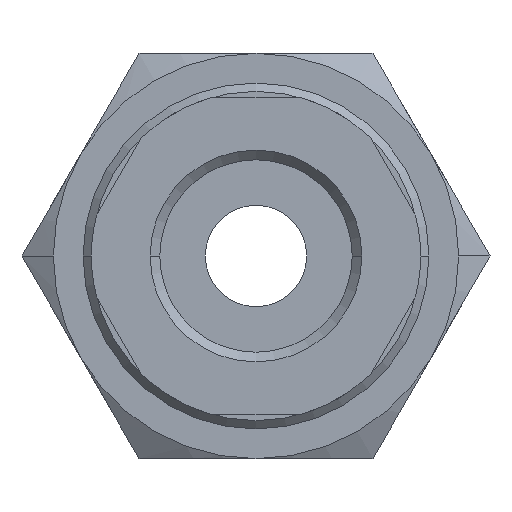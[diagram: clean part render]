
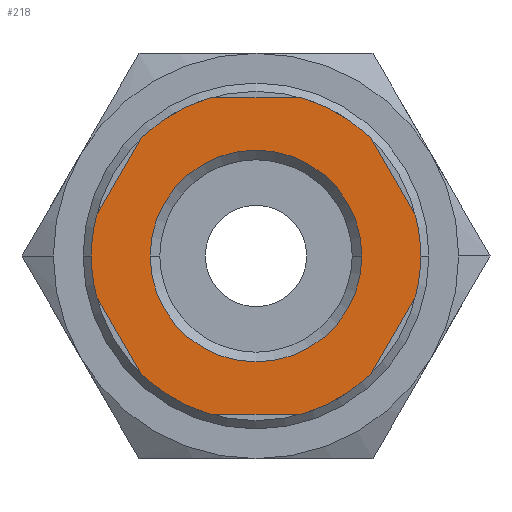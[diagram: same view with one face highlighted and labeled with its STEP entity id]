
A CAD part, front view. The second image highlights one B-rep face of the part: STEP entity #218.
In plain terms, the highlighted planar face has unit normal (0, -1, 0).
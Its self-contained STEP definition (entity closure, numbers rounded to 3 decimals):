
#218=ADVANCED_FACE('',(#456,#457),#458,.T.);
#456=FACE_BOUND('',#711,.T.);
#457=FACE_OUTER_BOUND('',#712,.T.);
#458=PLANE('',#713);
#711=EDGE_LOOP('',(#1249,#1250));
#712=EDGE_LOOP('',(#1251,#1252,#1253,#1254,#1255,#1256,#1257,#1258,#1259,#1260,#1261,#1262,#1263,#1264));
#713=AXIS2_PLACEMENT_3D('',#1265,#1266,#1267);
#1249=ORIENTED_EDGE('',*,*,#1561,.T.);
#1250=ORIENTED_EDGE('',*,*,#1559,.T.);
#1251=ORIENTED_EDGE('',*,*,#1636,.F.);
#1252=ORIENTED_EDGE('',*,*,#1663,.F.);
#1253=ORIENTED_EDGE('',*,*,#1641,.F.);
#1254=ORIENTED_EDGE('',*,*,#1664,.F.);
#1255=ORIENTED_EDGE('',*,*,#1646,.F.);
#1256=ORIENTED_EDGE('',*,*,#1665,.F.);
#1257=ORIENTED_EDGE('',*,*,#1520,.F.);
#1258=ORIENTED_EDGE('',*,*,#1651,.F.);
#1259=ORIENTED_EDGE('',*,*,#1666,.F.);
#1260=ORIENTED_EDGE('',*,*,#1655,.F.);
#1261=ORIENTED_EDGE('',*,*,#1667,.F.);
#1262=ORIENTED_EDGE('',*,*,#1659,.F.);
#1263=ORIENTED_EDGE('',*,*,#1513,.F.);
#1264=ORIENTED_EDGE('',*,*,#1668,.F.);
#1265=CARTESIAN_POINT('',(6.5,0.0,0.0));
#1266=DIRECTION('',(-0.0,-1.0,-0.0));
#1267=DIRECTION('',(-1.0,0.0,0.0));
#1513=EDGE_CURVE('',#1800,#1803,#1804,.T.);
#1520=EDGE_CURVE('',#1814,#1810,#1816,.T.);
#1559=EDGE_CURVE('',#1879,#1881,#1883,.T.);
#1561=EDGE_CURVE('',#1881,#1879,#1885,.T.);
#1636=EDGE_CURVE('',#1976,#1978,#1979,.T.);
#1641=EDGE_CURVE('',#1985,#1987,#1988,.T.);
#1646=EDGE_CURVE('',#1994,#1996,#1997,.T.);
#1651=EDGE_CURVE('',#2003,#1814,#2005,.T.);
#1655=EDGE_CURVE('',#2009,#2011,#2012,.T.);
#1659=EDGE_CURVE('',#1803,#2017,#2018,.T.);
#1663=EDGE_CURVE('',#1987,#1976,#2023,.T.);
#1664=EDGE_CURVE('',#1996,#1985,#2024,.T.);
#1665=EDGE_CURVE('',#1810,#1994,#2025,.T.);
#1666=EDGE_CURVE('',#2011,#2003,#2026,.T.);
#1667=EDGE_CURVE('',#2017,#2009,#2027,.T.);
#1668=EDGE_CURVE('',#1978,#1800,#2028,.T.);
#1800=VERTEX_POINT('',#2186);
#1803=VERTEX_POINT('',#2190);
#1804=CIRCLE('',#2191,13.0);
#1810=VERTEX_POINT('',#2198);
#1814=VERTEX_POINT('',#2203);
#1816=CIRCLE('',#2206,13.0);
#1879=VERTEX_POINT('',#2325);
#1881=VERTEX_POINT('',#2328);
#1883=CIRCLE('',#2331,8.36);
#1885=CIRCLE('',#2333,8.36);
#1976=VERTEX_POINT('',#2650);
#1978=VERTEX_POINT('',#2653);
#1979=LINE('',#2654,#2655);
#1985=VERTEX_POINT('',#2663);
#1987=VERTEX_POINT('',#2666);
#1988=LINE('',#2667,#2668);
#1994=VERTEX_POINT('',#2676);
#1996=VERTEX_POINT('',#2679);
#1997=LINE('',#2680,#2681);
#2003=VERTEX_POINT('',#2689);
#2005=LINE('',#2692,#2693);
#2009=VERTEX_POINT('',#2698);
#2011=VERTEX_POINT('',#2701);
#2012=LINE('',#2702,#2703);
#2017=VERTEX_POINT('',#2710);
#2018=LINE('',#2711,#2712);
#2023=CIRCLE('',#2719,13.0);
#2024=CIRCLE('',#2720,13.0);
#2025=CIRCLE('',#2721,13.0);
#2026=CIRCLE('',#2722,13.0);
#2027=CIRCLE('',#2723,13.0);
#2028=CIRCLE('',#2724,13.0);
#2186=CARTESIAN_POINT('',(13.0,0.0,0.));
#2190=CARTESIAN_POINT('',(12.611,0.0,-3.158));
#2191=AXIS2_PLACEMENT_3D('',#2843,#2844,#2845);
#2198=CARTESIAN_POINT('',(-13.0,0.0,0.));
#2203=CARTESIAN_POINT('',(-12.611,0.0,-3.158));
#2206=AXIS2_PLACEMENT_3D('',#2855,#2856,#2857);
#2325=CARTESIAN_POINT('',(8.36,0.0,0.));
#2328=CARTESIAN_POINT('',(-8.36,0.0,0.));
#2331=AXIS2_PLACEMENT_3D('',#2905,#2906,#2907);
#2333=AXIS2_PLACEMENT_3D('',#2908,#2909,#2910);
#2650=CARTESIAN_POINT('',(9.04,0.0,9.342));
#2653=CARTESIAN_POINT('',(12.611,0.0,3.158));
#2654=CARTESIAN_POINT('',(11.638,0.0,4.843));
#2655=VECTOR('',#2978,1.0);
#2663=CARTESIAN_POINT('',(-3.571,0.0,12.5));
#2666=CARTESIAN_POINT('',(3.571,0.0,12.5));
#2667=CARTESIAN_POINT('',(3.25,0.0,12.5));
#2668=VECTOR('',#2982,1.0);
#2676=CARTESIAN_POINT('',(-12.611,0.0,3.158));
#2679=CARTESIAN_POINT('',(-9.04,0.0,9.342));
#2680=CARTESIAN_POINT('',(-10.013,0.0,7.657));
#2681=VECTOR('',#2986,1.0);
#2689=CARTESIAN_POINT('',(-9.04,0.0,-9.342));
#2692=CARTESIAN_POINT('',(-10.013,0.0,-7.657));
#2693=VECTOR('',#2990,1.0);
#2698=CARTESIAN_POINT('',(3.571,0.0,-12.5));
#2701=CARTESIAN_POINT('',(-3.571,0.0,-12.5));
#2702=CARTESIAN_POINT('',(3.25,0.0,-12.5));
#2703=VECTOR('',#2993,1.0);
#2710=CARTESIAN_POINT('',(9.04,0.0,-9.342));
#2711=CARTESIAN_POINT('',(11.638,0.0,-4.843));
#2712=VECTOR('',#2996,1.0);
#2719=AXIS2_PLACEMENT_3D('',#2999,#3000,#3001);
#2720=AXIS2_PLACEMENT_3D('',#3002,#3003,#3004);
#2721=AXIS2_PLACEMENT_3D('',#3005,#3006,#3007);
#2722=AXIS2_PLACEMENT_3D('',#3008,#3009,#3010);
#2723=AXIS2_PLACEMENT_3D('',#3011,#3012,#3013);
#2724=AXIS2_PLACEMENT_3D('',#3014,#3015,#3016);
#2843=CARTESIAN_POINT('',(0.0,0.0,0.0));
#2844=DIRECTION('',(-0.0,1.0,0.0));
#2845=DIRECTION('',(1.0,0.0,0.0));
#2855=CARTESIAN_POINT('',(0.0,0.0,0.0));
#2856=DIRECTION('',(-0.0,1.0,0.0));
#2857=DIRECTION('',(1.0,0.0,0.0));
#2905=CARTESIAN_POINT('',(0.0,0.0,0.0));
#2906=DIRECTION('',(-0.0,1.0,0.0));
#2907=DIRECTION('',(1.0,0.0,0.0));
#2908=CARTESIAN_POINT('',(0.0,0.0,0.0));
#2909=DIRECTION('',(-0.0,1.0,0.0));
#2910=DIRECTION('',(1.0,0.0,0.0));
#2978=DIRECTION('',(0.5,0.0,-0.866));
#2982=DIRECTION('',(1.0,-0.0,0.));
#2986=DIRECTION('',(0.5,-0.0,0.866));
#2990=DIRECTION('',(-0.5,0.0,0.866));
#2993=DIRECTION('',(-1.0,0.0,0.0));
#2996=DIRECTION('',(-0.5,0.0,-0.866));
#2999=CARTESIAN_POINT('',(0.0,0.0,0.0));
#3000=DIRECTION('',(-0.0,1.0,0.0));
#3001=DIRECTION('',(1.0,0.0,0.0));
#3002=CARTESIAN_POINT('',(0.0,0.0,0.0));
#3003=DIRECTION('',(-0.0,1.0,0.0));
#3004=DIRECTION('',(1.0,0.0,0.0));
#3005=CARTESIAN_POINT('',(0.0,0.0,0.0));
#3006=DIRECTION('',(-0.0,1.0,0.0));
#3007=DIRECTION('',(1.0,0.0,0.0));
#3008=CARTESIAN_POINT('',(0.0,0.0,0.0));
#3009=DIRECTION('',(-0.0,1.0,0.0));
#3010=DIRECTION('',(1.0,0.0,0.0));
#3011=CARTESIAN_POINT('',(0.0,0.0,0.0));
#3012=DIRECTION('',(-0.0,1.0,0.0));
#3013=DIRECTION('',(1.0,0.0,0.0));
#3014=CARTESIAN_POINT('',(0.0,0.0,0.0));
#3015=DIRECTION('',(-0.0,1.0,0.0));
#3016=DIRECTION('',(1.0,0.0,0.0));
